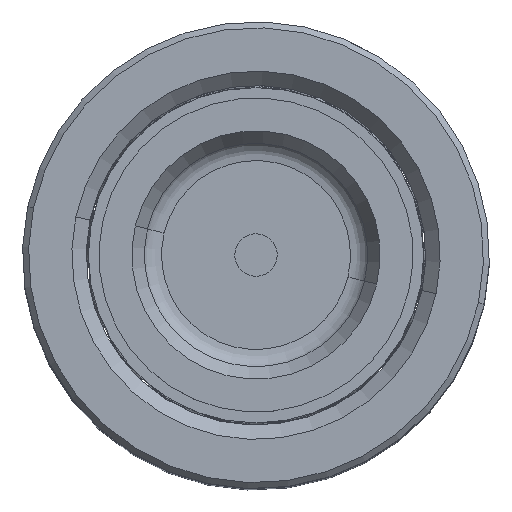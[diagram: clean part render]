
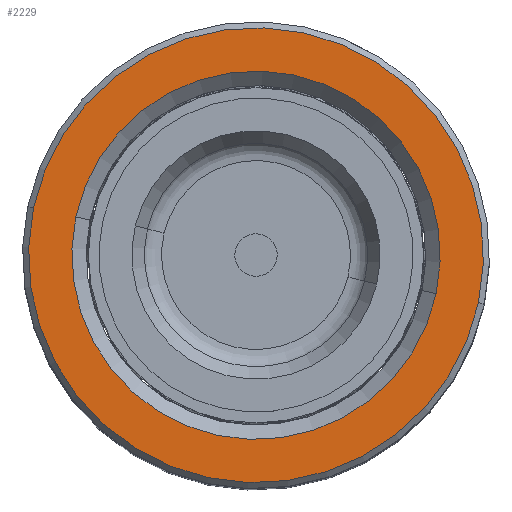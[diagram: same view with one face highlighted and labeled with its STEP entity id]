
A CAD part, top view. The second image highlights one B-rep face of the part: STEP entity #2229.
In plain terms, the highlighted planar face has unit normal (0, 0, 1).
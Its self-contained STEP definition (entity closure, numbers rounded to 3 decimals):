
#164 = VERTEX_POINT ( 'NONE', #27845 ) ;
#2229 = ADVANCED_FACE ( 'NONE', ( #31223, #35631 ), #16075, .T. ) ;
#3116 = DIRECTION ( 'NONE',  ( 0., 0., -1. ) ) ;
#4078 = DIRECTION ( 'NONE',  ( 0., 0., 1. ) ) ;
#4142 = DIRECTION ( 'NONE',  ( 1., 0., 0. ) ) ;
#4413 = ORIENTED_EDGE ( 'NONE', *, *, #33866, .T. ) ;
#8156 = CARTESIAN_POINT ( 'NONE',  ( 0., 0., 100. ) ) ;
#8813 = AXIS2_PLACEMENT_3D ( 'NONE', #40173, #28175, #4142 ) ;
#9127 = CIRCLE ( 'NONE', #49786, 26.8 ) ;
#12048 = CARTESIAN_POINT ( 'NONE',  ( 21.7, 0., 100. ) ) ;
#12617 = ORIENTED_EDGE ( 'NONE', *, *, #47684, .T. ) ;
#15756 = DIRECTION ( 'NONE',  ( 0., 0., 1. ) ) ;
#16075 = PLANE ( 'NONE',  #39788 ) ;
#17961 = AXIS2_PLACEMENT_3D ( 'NONE', #34937, #3116, #43046 ) ;
#18705 = EDGE_LOOP ( 'NONE', ( #30530, #32228 ) ) ;
#21368 = CARTESIAN_POINT ( 'NONE',  ( -26.8, 0., 100. ) ) ;
#23286 = CIRCLE ( 'NONE', #17961, 21.7 ) ;
#23448 = EDGE_CURVE ( 'NONE', #50478, #35455, #23286, .T. ) ;
#24329 = CIRCLE ( 'NONE', #28323, 26.8 ) ;
#27845 = CARTESIAN_POINT ( 'NONE',  ( 26.8, 0., 100. ) ) ;
#28175 = DIRECTION ( 'NONE',  ( 0., 0., -1. ) ) ;
#28323 = AXIS2_PLACEMENT_3D ( 'NONE', #29149, #33572, #29307 ) ;
#29149 = CARTESIAN_POINT ( 'NONE',  ( 0., 0., 100. ) ) ;
#29307 = DIRECTION ( 'NONE',  ( 1., 0., 0. ) ) ;
#30530 = ORIENTED_EDGE ( 'NONE', *, *, #23448, .T. ) ;
#31223 = FACE_OUTER_BOUND ( 'NONE', #42304, .T. ) ;
#32228 = ORIENTED_EDGE ( 'NONE', *, *, #46956, .T. ) ;
#33572 = DIRECTION ( 'NONE',  ( 0., 0., 1. ) ) ;
#33866 = EDGE_CURVE ( 'NONE', #164, #41511, #9127, .T. ) ;
#34937 = CARTESIAN_POINT ( 'NONE',  ( 0., 0., 100. ) ) ;
#35455 = VERTEX_POINT ( 'NONE', #43227 ) ;
#35631 = FACE_BOUND ( 'NONE', #18705, .T. ) ;
#36283 = DIRECTION ( 'NONE',  ( 1., 0., 0. ) ) ;
#38813 = CIRCLE ( 'NONE', #8813, 21.7 ) ;
#39788 = AXIS2_PLACEMENT_3D ( 'NONE', #48148, #4078, #40279 ) ;
#40173 = CARTESIAN_POINT ( 'NONE',  ( 0., 0., 100. ) ) ;
#40279 = DIRECTION ( 'NONE',  ( 1., 0., 0. ) ) ;
#41511 = VERTEX_POINT ( 'NONE', #21368 ) ;
#42304 = EDGE_LOOP ( 'NONE', ( #12617, #4413 ) ) ;
#43046 = DIRECTION ( 'NONE',  ( 1., 0., 0. ) ) ;
#43227 = CARTESIAN_POINT ( 'NONE',  ( -21.7, 0., 100. ) ) ;
#46956 = EDGE_CURVE ( 'NONE', #35455, #50478, #38813, .T. ) ;
#47684 = EDGE_CURVE ( 'NONE', #41511, #164, #24329, .T. ) ;
#48148 = CARTESIAN_POINT ( 'NONE',  ( 0., 0., 100. ) ) ;
#49786 = AXIS2_PLACEMENT_3D ( 'NONE', #8156, #15756, #36283 ) ;
#50478 = VERTEX_POINT ( 'NONE', #12048 ) ;
